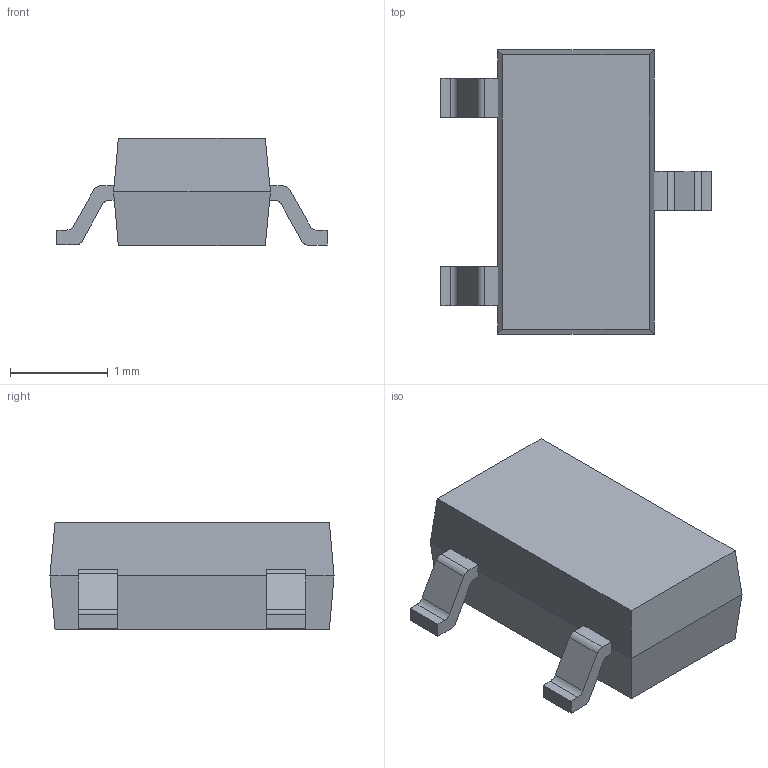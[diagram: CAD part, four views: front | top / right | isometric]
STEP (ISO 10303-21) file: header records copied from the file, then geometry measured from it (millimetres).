
FILE_DESCRIPTION(('FreeCAD Model'),'2;1');
FILE_NAME( 'SOT23-3.step', '2016-07-22T15:31:59',('Author'),(''), 'Open CASCADE STEP processor 6.8','FreeCAD','Unknown');
FILE_SCHEMA(('AUTOMOTIVE_DESIGN_CC2 { 1 2 10303 214 -1 1 5 4 }'));
Length unit declared in the file: inch
Products named in the file (2): ASSEMBLY; SOT23-3
Assembly tree (1 placements, depth 2):
  ASSEMBLY
    SOT23-3
Bounding box: 2.76 x 2.9 x 1.1 mm (x, y, z)
Volume: 5 mm3; surface area: 20.9 mm2
Topology: 1 solids, 1 shells, 49 faces, 137 edges, 90 vertices
Faces by surface type: plane 29, cylinder 12, bspline 8
Entity records: 9030 total; most frequent: CARTESIAN_POINT 6104, DIRECTION 419, LINE 277, VECTOR 277, ORIENTED_EDGE 274, PCURVE 274, DEFINITIONAL_REPRESENTATION 274, EDGE_CURVE 137
